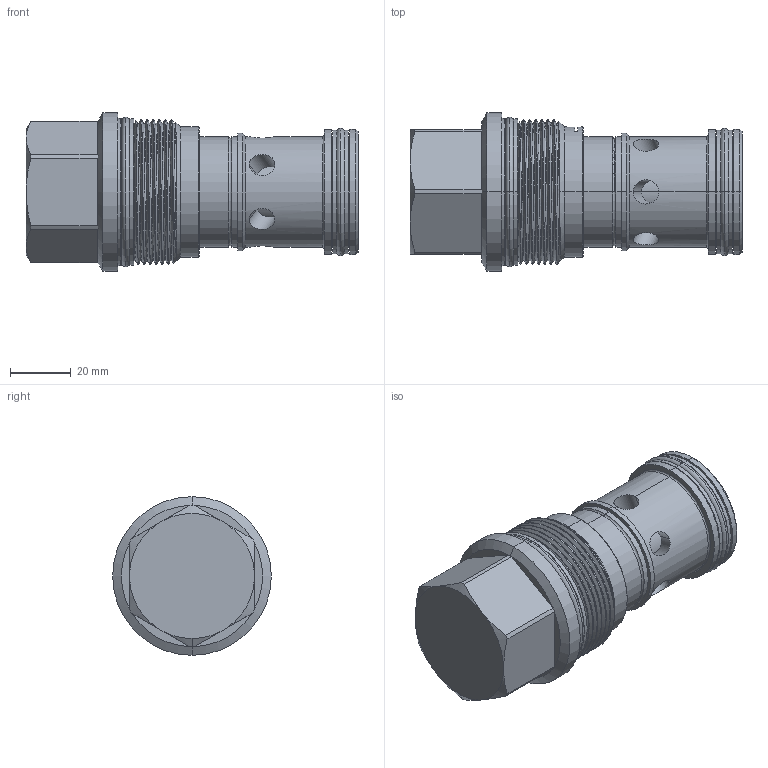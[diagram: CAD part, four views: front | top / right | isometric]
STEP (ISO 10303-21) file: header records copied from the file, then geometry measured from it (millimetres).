
FILE_DESCRIPTION (( 'STEP AP203' ), '1' );
FILE_NAME ('CV18A21-N.STEP', '2020-03-03T01:24:16', ( '' ), ( '' ), 'SwSTEP 2.0', 'SolidWorks 2018', '' );
FILE_SCHEMA (( 'CONFIG_CONTROL_DESIGN' ));
Length unit declared in the file: millimetre
Products named in the file (1): CV18A21-N
Bounding box: 109.61 x 52.37 x 52.37 mm (x, y, z)
Volume: 139447.9 mm3; surface area: 30222.5 mm2
Topology: 6 solids, 6 shells, 185 faces, 436 edges, 273 vertices
Faces by surface type: cylinder 101, plane 34, cone 32, torus 15, bspline 3
Entity records: 8008 total; most frequent: CARTESIAN_POINT 3764, DIRECTION 884, ORIENTED_EDGE 864, EDGE_CURVE 432, AXIS2_PLACEMENT_3D 372, VERTEX_POINT 273, EDGE_LOOP 209, CIRCLE 189
